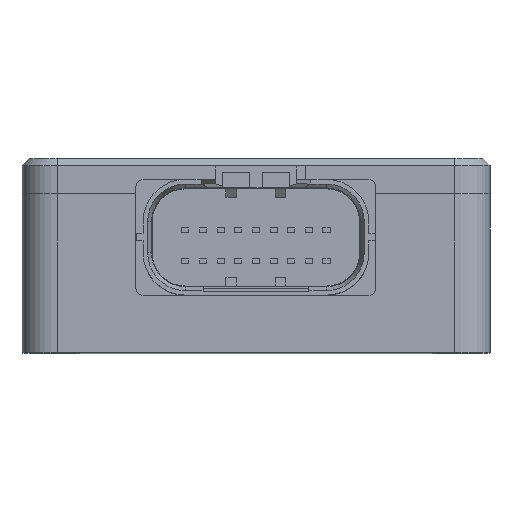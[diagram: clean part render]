
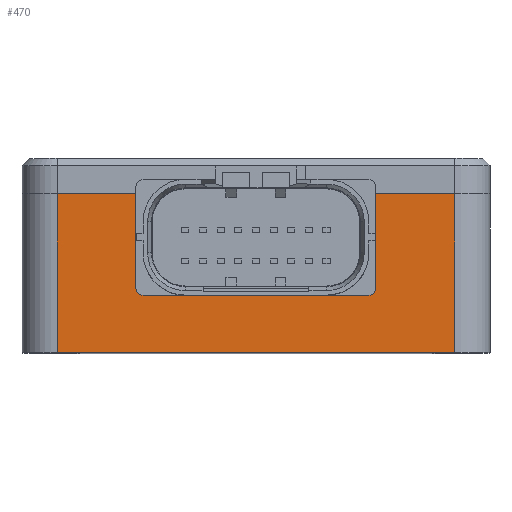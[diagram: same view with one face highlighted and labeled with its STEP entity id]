
A CAD part, top view. The second image highlights one B-rep face of the part: STEP entity #470.
In plain terms, the highlighted planar face has unit normal (0, 0, 1).
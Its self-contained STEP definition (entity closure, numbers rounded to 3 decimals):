
#85 = VERTEX_POINT ( 'NONE', #49154 ) ;
#244 = EDGE_CURVE ( 'NONE', #60899, #63899, #57937, .T. ) ;
#470 = ADVANCED_FACE ( 'NONE', ( #43808 ), #44499, .T. ) ;
#3397 = VERTEX_POINT ( 'NONE', #24628 ) ;
#3804 = ORIENTED_EDGE ( 'NONE', *, *, #69310, .F. ) ;
#4268 = DIRECTION ( 'NONE',  ( 1., 0., 0. ) ) ;
#7594 = VECTOR ( 'NONE', #61877, 1000. ) ;
#7927 = ORIENTED_EDGE ( 'NONE', *, *, #68608, .F. ) ;
#8599 = CARTESIAN_POINT ( 'NONE',  ( -15.05, 0., 1.71 ) ) ;
#9020 = DIRECTION ( 'NONE',  ( 0., 1., 0. ) ) ;
#9735 = VECTOR ( 'NONE', #4268, 1000. ) ;
#10131 = EDGE_CURVE ( 'NONE', #62104, #3397, #35806, .T. ) ;
#13381 = LINE ( 'NONE', #35241, #60113 ) ;
#14612 = DIRECTION ( 'NONE',  ( -1., 0., 0. ) ) ;
#15319 = ORIENTED_EDGE ( 'NONE', *, *, #244, .T. ) ;
#15881 = ORIENTED_EDGE ( 'NONE', *, *, #40373, .F. ) ;
#16011 = EDGE_CURVE ( 'NONE', #53805, #63899, #53357, .T. ) ;
#17000 = EDGE_CURVE ( 'NONE', #54619, #85, #46360, .T. ) ;
#18259 = CARTESIAN_POINT ( 'NONE',  ( -15.05, 0., 1.71 ) ) ;
#18597 = LINE ( 'NONE', #51743, #48406 ) ;
#18983 = EDGE_CURVE ( 'NONE', #3397, #54619, #68165, .T. ) ;
#22755 = EDGE_LOOP ( 'NONE', ( #42462, #65160, #58996, #7927, #15319, #37529, #3804, #15881 ) ) ;
#24553 = VECTOR ( 'NONE', #26885, 1000. ) ;
#24628 = CARTESIAN_POINT ( 'NONE',  ( -28.16, 0., 1.71 ) ) ;
#25144 = DIRECTION ( 'NONE',  ( 0., 1., 0. ) ) ;
#26885 = DIRECTION ( 'NONE',  ( 1., 0., 0. ) ) ;
#28277 = CARTESIAN_POINT ( 'NONE',  ( 28.16, -124.248, 1.71 ) ) ;
#28393 = VECTOR ( 'NONE', #25144, 1000. ) ;
#28880 = DIRECTION ( 'NONE',  ( 1., 0., 0. ) ) ;
#30822 = CARTESIAN_POINT ( 'NONE',  ( 28.16, -22.5, 1.71 ) ) ;
#34959 = DIRECTION ( 'NONE',  ( 1., 0., 0. ) ) ;
#35241 = CARTESIAN_POINT ( 'NONE',  ( -15.05, -12.6, 1.71 ) ) ;
#35727 = CARTESIAN_POINT ( 'NONE',  ( 28.16, -124.248, 1.71 ) ) ;
#35806 = LINE ( 'NONE', #41449, #68697 ) ;
#37529 = ORIENTED_EDGE ( 'NONE', *, *, #16011, .F. ) ;
#37542 = CARTESIAN_POINT ( 'NONE',  ( 15.05, 0., 1.71 ) ) ;
#37809 = CARTESIAN_POINT ( 'NONE',  ( 28.16, -22.5, 1.71 ) ) ;
#39313 = CARTESIAN_POINT ( 'NONE',  ( 28.16, 0., 1.71 ) ) ;
#40120 = DIRECTION ( 'NONE',  ( 0., 1., 0. ) ) ;
#40373 = EDGE_CURVE ( 'NONE', #85, #67093, #13381, .T. ) ;
#41449 = CARTESIAN_POINT ( 'NONE',  ( -28.16, -124.248, 1.71 ) ) ;
#42462 = ORIENTED_EDGE ( 'NONE', *, *, #17000, .F. ) ;
#43808 = FACE_OUTER_BOUND ( 'NONE', #22755, .T. ) ;
#44499 = PLANE ( 'NONE',  #64516 ) ;
#46360 = LINE ( 'NONE', #8599, #7594 ) ;
#48406 = VECTOR ( 'NONE', #40120, 1000. ) ;
#49154 = CARTESIAN_POINT ( 'NONE',  ( -15.05, -12.6, 1.71 ) ) ;
#49759 = CARTESIAN_POINT ( 'NONE',  ( 15.05, -12.6, 1.71 ) ) ;
#51743 = CARTESIAN_POINT ( 'NONE',  ( 15.05, 0., 1.71 ) ) ;
#53357 = LINE ( 'NONE', #54053, #24553 ) ;
#53805 = VERTEX_POINT ( 'NONE', #37542 ) ;
#54053 = CARTESIAN_POINT ( 'NONE',  ( 28.16, 0., 1.71 ) ) ;
#54619 = VERTEX_POINT ( 'NONE', #18259 ) ;
#54725 = CARTESIAN_POINT ( 'NONE',  ( -28.16, -22.5, 1.71 ) ) ;
#56218 = VECTOR ( 'NONE', #14612, 1000. ) ;
#57891 = CARTESIAN_POINT ( 'NONE',  ( 28.16, 0., 1.71 ) ) ;
#57937 = LINE ( 'NONE', #35727, #28393 ) ;
#58996 = ORIENTED_EDGE ( 'NONE', *, *, #10131, .F. ) ;
#60113 = VECTOR ( 'NONE', #28880, 1000. ) ;
#60899 = VERTEX_POINT ( 'NONE', #37809 ) ;
#61762 = DIRECTION ( 'NONE',  ( 0., 0., 1. ) ) ;
#61877 = DIRECTION ( 'NONE',  ( 0., -1., 0. ) ) ;
#62104 = VERTEX_POINT ( 'NONE', #54725 ) ;
#62928 = LINE ( 'NONE', #30822, #56218 ) ;
#63899 = VERTEX_POINT ( 'NONE', #39313 ) ;
#64516 = AXIS2_PLACEMENT_3D ( 'NONE', #28277, #61762, #34959 ) ;
#65160 = ORIENTED_EDGE ( 'NONE', *, *, #18983, .F. ) ;
#67093 = VERTEX_POINT ( 'NONE', #49759 ) ;
#68165 = LINE ( 'NONE', #57891, #9735 ) ;
#68608 = EDGE_CURVE ( 'NONE', #60899, #62104, #62928, .T. ) ;
#68697 = VECTOR ( 'NONE', #9020, 1000. ) ;
#69310 = EDGE_CURVE ( 'NONE', #67093, #53805, #18597, .T. ) ;
